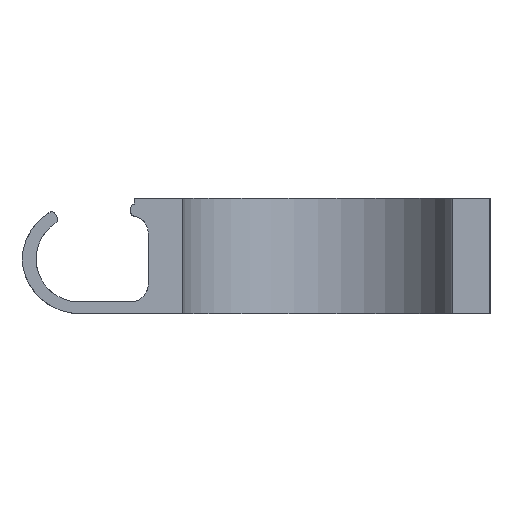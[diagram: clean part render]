
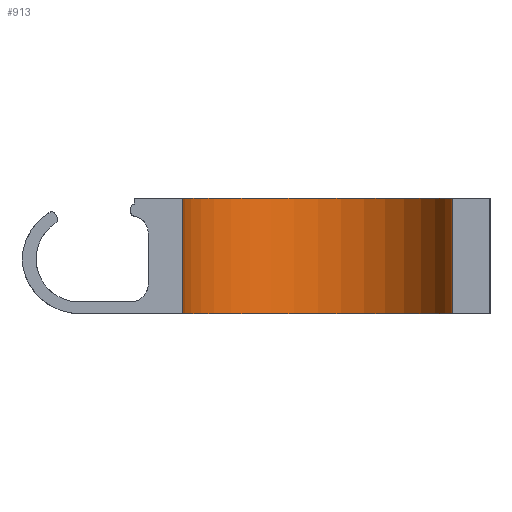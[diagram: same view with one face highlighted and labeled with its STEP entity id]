
A CAD part, front view. The second image highlights one B-rep face of the part: STEP entity #913.
In plain terms, the highlighted cylindrical face has radius 23.5 mm (diameter 47 mm), a partial arc.
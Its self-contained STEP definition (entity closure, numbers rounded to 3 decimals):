
#120 = CARTESIAN_POINT ( 'NONE',  ( -172.585, 212.188, 0. ) ) ;
#123 = VERTEX_POINT ( 'NONE', #1911 ) ;
#138 = VECTOR ( 'NONE', #1534, 1000. ) ;
#182 = LINE ( 'NONE', #290, #531 ) ;
#209 = DIRECTION ( 'NONE',  ( -1., 0., 0. ) ) ;
#263 = LINE ( 'NONE', #768, #138 ) ;
#264 = CARTESIAN_POINT ( 'NONE',  ( -149.085, 212.188, 0. ) ) ;
#290 = CARTESIAN_POINT ( 'NONE',  ( -172.585, 212.188, 19.74 ) ) ;
#425 = ORIENTED_EDGE ( 'NONE', *, *, #470, .F. ) ;
#470 = EDGE_CURVE ( 'NONE', #123, #1201, #263, .T. ) ;
#471 = CYLINDRICAL_SURFACE ( 'NONE', #1527, 23.5 ) ;
#479 = FACE_OUTER_BOUND ( 'NONE', #943, .T. ) ;
#531 = VECTOR ( 'NONE', #666, 1000. ) ;
#564 = CARTESIAN_POINT ( 'NONE',  ( -149.085, 212.188, 20.05 ) ) ;
#640 = CARTESIAN_POINT ( 'NONE',  ( -172.585, 212.188, 20.05 ) ) ;
#666 = DIRECTION ( 'NONE',  ( 0., 0., -1. ) ) ;
#768 = CARTESIAN_POINT ( 'NONE',  ( -125.585, 212.188, 19.74 ) ) ;
#883 = ORIENTED_EDGE ( 'NONE', *, *, #1378, .T. ) ;
#905 = VERTEX_POINT ( 'NONE', #120 ) ;
#913 = ADVANCED_FACE ( 'NONE', ( #479 ), #471, .F. ) ;
#932 = CARTESIAN_POINT ( 'NONE',  ( -125.585, 212.188, 0. ) ) ;
#943 = EDGE_LOOP ( 'NONE', ( #425, #1149, #883, #1676 ) ) ;
#1012 = DIRECTION ( 'NONE',  ( 1., 0., 0. ) ) ;
#1065 = AXIS2_PLACEMENT_3D ( 'NONE', #564, #1637, #1012 ) ;
#1066 = EDGE_CURVE ( 'NONE', #905, #1201, #2068, .T. ) ;
#1107 = CARTESIAN_POINT ( 'NONE',  ( -149.085, 212.188, 19.74 ) ) ;
#1149 = ORIENTED_EDGE ( 'NONE', *, *, #1464, .F. ) ;
#1201 = VERTEX_POINT ( 'NONE', #932 ) ;
#1227 = DIRECTION ( 'NONE',  ( 0., 0., -1. ) ) ;
#1292 = AXIS2_PLACEMENT_3D ( 'NONE', #264, #1227, #1570 ) ;
#1378 = EDGE_CURVE ( 'NONE', #1825, #905, #182, .T. ) ;
#1464 = EDGE_CURVE ( 'NONE', #1825, #123, #1730, .T. ) ;
#1527 = AXIS2_PLACEMENT_3D ( 'NONE', #1107, #1648, #209 ) ;
#1534 = DIRECTION ( 'NONE',  ( 0., 0., -1. ) ) ;
#1570 = DIRECTION ( 'NONE',  ( -1., 0., 0. ) ) ;
#1637 = DIRECTION ( 'NONE',  ( 0., 0., -1. ) ) ;
#1648 = DIRECTION ( 'NONE',  ( 0., 0., -1. ) ) ;
#1676 = ORIENTED_EDGE ( 'NONE', *, *, #1066, .T. ) ;
#1730 = CIRCLE ( 'NONE', #1065, 23.5 ) ;
#1825 = VERTEX_POINT ( 'NONE', #640 ) ;
#1911 = CARTESIAN_POINT ( 'NONE',  ( -125.585, 212.188, 20.05 ) ) ;
#2068 = CIRCLE ( 'NONE', #1292, 23.5 ) ;
